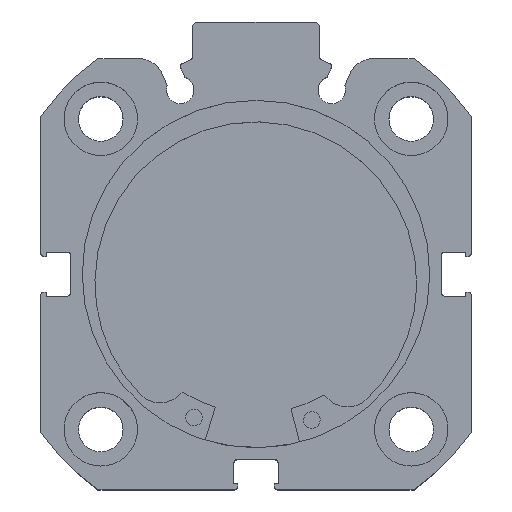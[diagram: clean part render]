
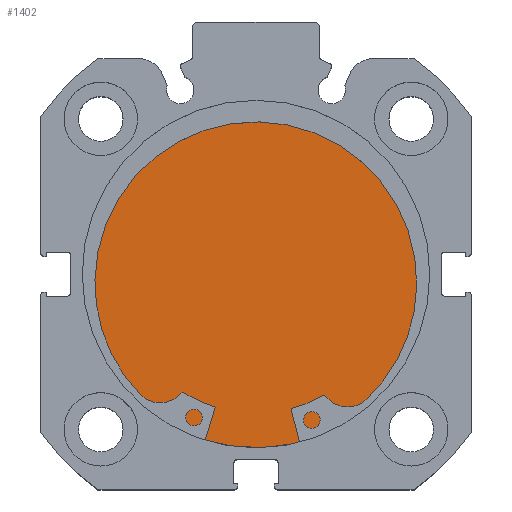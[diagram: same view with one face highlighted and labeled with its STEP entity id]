
A CAD part, top view. The second image highlights one B-rep face of the part: STEP entity #1402.
In plain terms, the highlighted face is planar.
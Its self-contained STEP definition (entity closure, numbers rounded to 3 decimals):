
#236 = DIRECTION ( 'NONE',  ( 0., 0., 1. ) ) ;
#238 = DIRECTION ( 'NONE',  ( -1., 0., 0. ) ) ;
#288 = CARTESIAN_POINT ( 'NONE',  ( 9., 0., 0. ) ) ;
#304 = DIRECTION ( 'NONE',  ( 0., 0., 1. ) ) ;
#305 = DIRECTION ( 'NONE',  ( -1., 0., 0. ) ) ;
#324 = CARTESIAN_POINT ( 'NONE',  ( 9., 0., 0. ) ) ;
#853 = EDGE_CURVE ( 'NONE', #3999, #4008, #2601, .T. ) ;
#888 = EDGE_CURVE ( 'NONE', #4008, #3999, #2650, .T. ) ;
#1025 = AXIS2_PLACEMENT_3D ( 'NONE', #324, #238, #236 ) ;
#1402 = ADVANCED_FACE ( 'NONE', ( #6513 ), #5942, .F. ) ;
#2025 = ORIENTED_EDGE ( 'NONE', *, *, #888, .F. ) ;
#2026 = ORIENTED_EDGE ( 'NONE', *, *, #853, .F. ) ;
#2115 = EDGE_LOOP ( 'NONE', ( #2026, #2025 ) ) ;
#2601 = CIRCLE ( 'NONE', #1025, 26. ) ;
#2650 = CIRCLE ( 'NONE', #2865, 26. ) ;
#2865 = AXIS2_PLACEMENT_3D ( 'NONE', #288, #305, #304 ) ;
#3106 = AXIS2_PLACEMENT_3D ( 'NONE', #5941, #5944, #5945 ) ;
#3999 = VERTEX_POINT ( 'NONE', #4664 ) ;
#4008 = VERTEX_POINT ( 'NONE', #4673 ) ;
#4664 = CARTESIAN_POINT ( 'NONE',  ( 9., 0., 26. ) ) ;
#4673 = CARTESIAN_POINT ( 'NONE',  ( 9., 0., -26. ) ) ;
#5941 = CARTESIAN_POINT ( 'NONE',  ( 9., 26., 0. ) ) ;
#5942 = PLANE ( 'NONE',  #3106 ) ;
#5944 = DIRECTION ( 'NONE',  ( -1., 0., 0. ) ) ;
#5945 = DIRECTION ( 'NONE',  ( 0., 0., 1. ) ) ;
#6513 = FACE_OUTER_BOUND ( 'NONE', #2115, .T. ) ;
